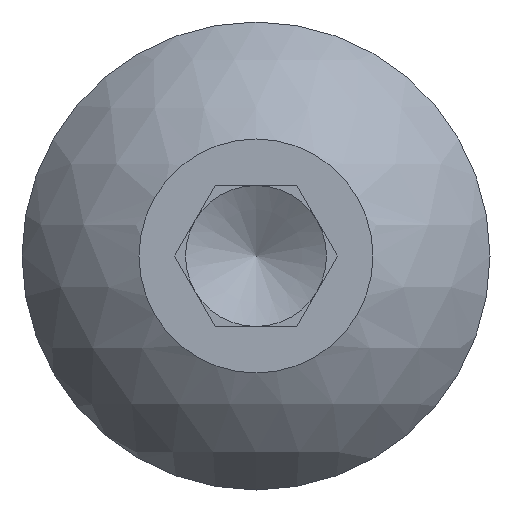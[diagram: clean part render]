
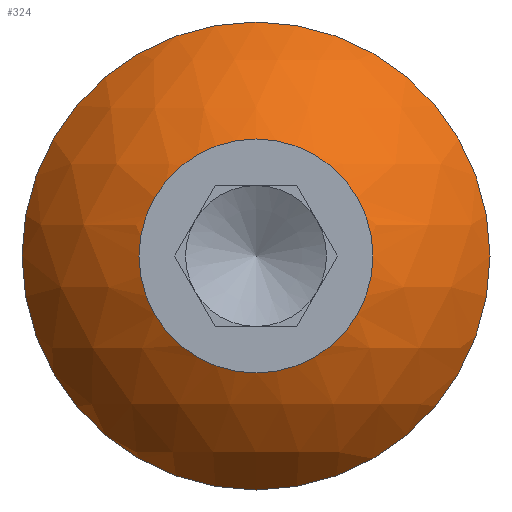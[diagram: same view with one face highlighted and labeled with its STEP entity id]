
A CAD part, left-side view. The second image highlights one B-rep face of the part: STEP entity #324.
In plain terms, the highlighted spherical face has radius 4.584 mm.
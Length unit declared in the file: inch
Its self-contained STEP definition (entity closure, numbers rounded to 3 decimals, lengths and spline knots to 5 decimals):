
#15=SPHERICAL_SURFACE('',#374,0.18048);
#17=FACE_BOUND('',#63,.T.);
#41=FACE_OUTER_BOUND('',#62,.T.);
#62=EDGE_LOOP('',(#251,#252));
#63=EDGE_LOOP('',(#253));
#143=CIRCLE('',#372,0.156);
#144=CIRCLE('',#373,0.156);
#145=CIRCLE('',#375,0.078);
#160=VERTEX_POINT('',#524);
#161=VERTEX_POINT('',#525);
#162=VERTEX_POINT('',#530);
#192=EDGE_CURVE('',#160,#161,#143,.T.);
#193=EDGE_CURVE('',#161,#160,#144,.T.);
#195=EDGE_CURVE('',#162,#162,#145,.T.);
#251=ORIENTED_EDGE('',*,*,#192,.T.);
#252=ORIENTED_EDGE('',*,*,#193,.T.);
#253=ORIENTED_EDGE('',*,*,#195,.F.);
#324=ADVANCED_FACE('',(#41,#17),#15,.T.);
#372=AXIS2_PLACEMENT_3D('',#526,#426,#427);
#373=AXIS2_PLACEMENT_3D('',#527,#428,#429);
#374=AXIS2_PLACEMENT_3D('',#529,#431,#432);
#375=AXIS2_PLACEMENT_3D('',#531,#433,#434);
#426=DIRECTION('center_axis',(-1.,0.,0.));
#427=DIRECTION('ref_axis',(0.,0.,1.));
#428=DIRECTION('center_axis',(-1.,0.,0.));
#429=DIRECTION('ref_axis',(0.,0.,1.));
#431=DIRECTION('center_axis',(0.,0.,1.));
#432=DIRECTION('ref_axis',(-1.,-0.007,0.));
#433=DIRECTION('center_axis',(-1.,0.,0.));
#434=DIRECTION('ref_axis',(0.,0.,1.));
#524=CARTESIAN_POINT('',(0.072,0.156,0.));
#525=CARTESIAN_POINT('',(0.072,0.,-0.156));
#526=CARTESIAN_POINT('Origin',(0.072,0.,0.));
#527=CARTESIAN_POINT('Origin',(0.072,0.,0.));
#529=CARTESIAN_POINT('Origin',(0.16275,0.,0.));
#530=CARTESIAN_POINT('',(0.,0.078,0.));
#531=CARTESIAN_POINT('Origin',(0.,0.,0.));
